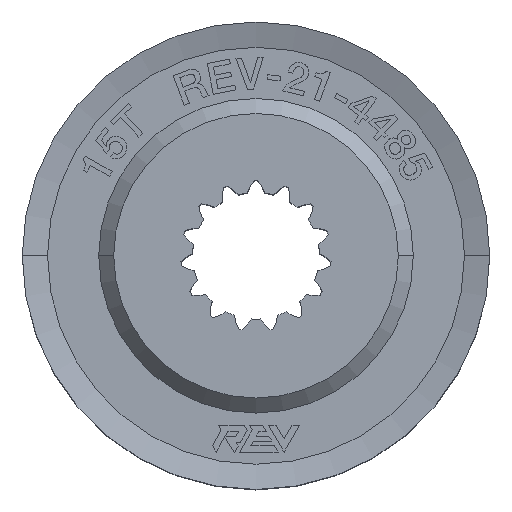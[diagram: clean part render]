
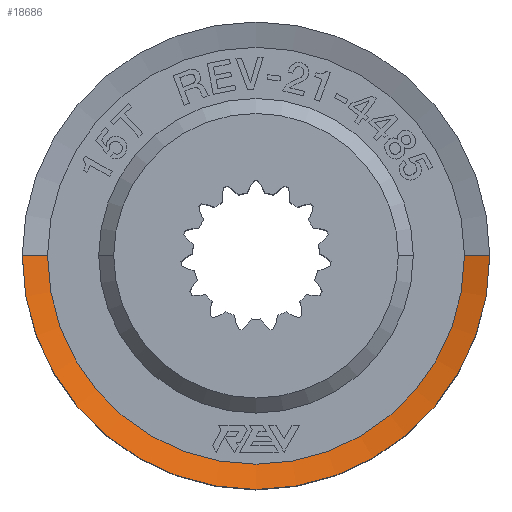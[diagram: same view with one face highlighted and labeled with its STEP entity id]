
A CAD part, top view. The second image highlights one B-rep face of the part: STEP entity #18686.
In plain terms, the highlighted conical face has half-angle 73.821 degrees and reference radius 11.63 mm.
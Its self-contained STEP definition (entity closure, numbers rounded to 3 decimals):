
#179 = ORIENTED_EDGE ( 'NONE', *, *, #11053, .F. ) ;
#362 = DIRECTION ( 'NONE',  ( 0., 0., 1. ) ) ;
#439 = LINE ( 'NONE', #6171, #4010 ) ;
#562 = CIRCLE ( 'NONE', #3142, 13.042 ) ;
#1763 = DIRECTION ( 'NONE',  ( 0.96, 0., 0.279 ) ) ;
#2490 = VERTEX_POINT ( 'NONE', #11075 ) ;
#3142 = AXIS2_PLACEMENT_3D ( 'NONE', #19540, #5779, #11892 ) ;
#3409 = VERTEX_POINT ( 'NONE', #19136 ) ;
#3808 = ORIENTED_EDGE ( 'NONE', *, *, #18424, .T. ) ;
#4010 = VECTOR ( 'NONE', #1763, 1000. ) ;
#4345 = DIRECTION ( 'NONE',  ( 1., 0., 0. ) ) ;
#5779 = DIRECTION ( 'NONE',  ( 0., 0., 1. ) ) ;
#6171 = CARTESIAN_POINT ( 'NONE',  ( 11.63, 0., 7.381 ) ) ;
#6471 = DIRECTION ( 'NONE',  ( 1., 0., 0. ) ) ;
#6797 = CARTESIAN_POINT ( 'NONE',  ( -11.63, 0., 7.381 ) ) ;
#7945 = AXIS2_PLACEMENT_3D ( 'NONE', #14666, #13260, #4345 ) ;
#8166 = CARTESIAN_POINT ( 'NONE',  ( 0., 0., 7.381 ) ) ;
#8592 = VECTOR ( 'NONE', #19461, 1000. ) ;
#10114 = CARTESIAN_POINT ( 'NONE',  ( -11.63, 0., 7.381 ) ) ;
#10442 = CARTESIAN_POINT ( 'NONE',  ( 13.042, 0., 7.791 ) ) ;
#11053 = EDGE_CURVE ( 'NONE', #18109, #3409, #19874, .T. ) ;
#11075 = CARTESIAN_POINT ( 'NONE',  ( -13.042, 0., 7.791 ) ) ;
#11191 = AXIS2_PLACEMENT_3D ( 'NONE', #8166, #362, #6471 ) ;
#11892 = DIRECTION ( 'NONE',  ( 1., 0., 0. ) ) ;
#13260 = DIRECTION ( 'NONE',  ( 0., 0., 1. ) ) ;
#13368 = EDGE_CURVE ( 'NONE', #3409, #19023, #439, .T. ) ;
#13516 = LINE ( 'NONE', #10114, #8592 ) ;
#13675 = EDGE_LOOP ( 'NONE', ( #179, #19005, #3808, #14422 ) ) ;
#14422 = ORIENTED_EDGE ( 'NONE', *, *, #13368, .F. ) ;
#14666 = CARTESIAN_POINT ( 'NONE',  ( 0., 0., 7.381 ) ) ;
#16584 = FACE_OUTER_BOUND ( 'NONE', #13675, .T. ) ;
#16936 = CONICAL_SURFACE ( 'NONE', #7945, 11.63, 1.288 ) ;
#18109 = VERTEX_POINT ( 'NONE', #6797 ) ;
#18424 = EDGE_CURVE ( 'NONE', #2490, #19023, #562, .T. ) ;
#18686 = ADVANCED_FACE ( 'NONE', ( #16584 ), #16936, .F. ) ;
#19005 = ORIENTED_EDGE ( 'NONE', *, *, #19366, .T. ) ;
#19023 = VERTEX_POINT ( 'NONE', #10442 ) ;
#19136 = CARTESIAN_POINT ( 'NONE',  ( 11.63, 0., 7.381 ) ) ;
#19366 = EDGE_CURVE ( 'NONE', #18109, #2490, #13516, .T. ) ;
#19461 = DIRECTION ( 'NONE',  ( -0.96, 0., 0.279 ) ) ;
#19540 = CARTESIAN_POINT ( 'NONE',  ( 0., 0., 7.791 ) ) ;
#19874 = CIRCLE ( 'NONE', #11191, 11.63 ) ;
